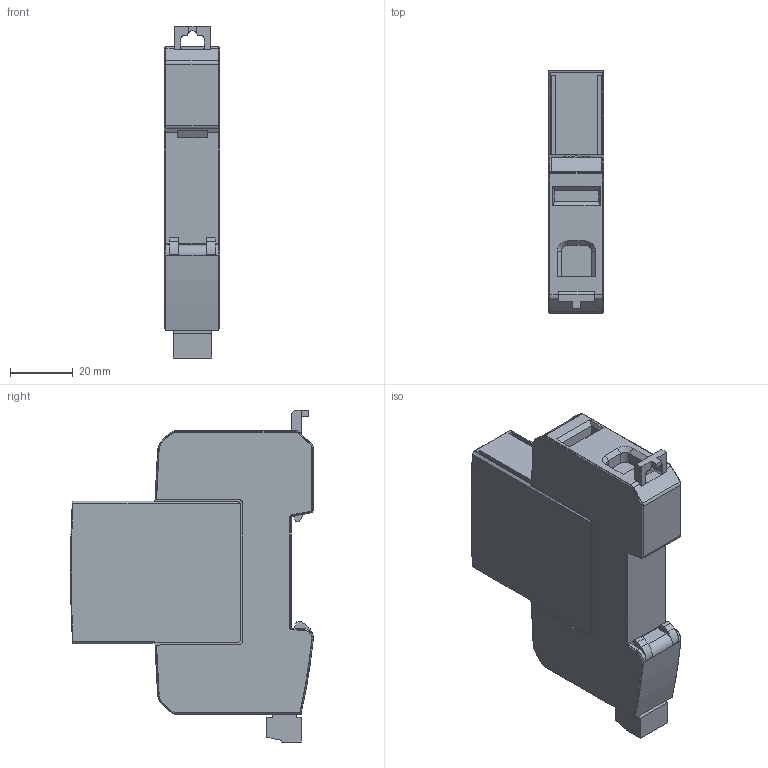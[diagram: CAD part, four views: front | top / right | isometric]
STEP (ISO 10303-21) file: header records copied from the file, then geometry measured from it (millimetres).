
FILE_DESCRIPTION((''),'2;1');
FILE_NAME('T2CML_1_1_2_0_SOLID_ASM','2023-01-13T13:27:10',('sebastjan.kamensek'),('Audax d.o.o.'),'CREO PARAMETRIC BY PTC INC, 2020281','CREO PARAMETRIC BY PTC INC, 2020281','');
FILE_SCHEMA(('AP242_MANAGED_MODEL_BASED_3D_ENGINEERING_MIM_LF { 1 0 10303 442 1 1 4 }'));
Length unit declared in the file: millimetre
Products named in the file (3): T2CML_1_1_SOLID_18; PRERIS_SOLID_ASM_11_ASM; T2CML_1_1_2_0_SOLID_ASM
Assembly tree (2 placements, depth 3):
  T2CML_1_1_2_0_SOLID_ASM
    PRERIS_SOLID_ASM_11_ASM
      T2CML_1_1_SOLID_18
Bounding box: 17.7 x 77.07 x 105.4 mm (x, y, z)
Volume: 93841.2 mm3; surface area: 18992.5 mm2
Topology: 1 solids, 1 shells, 491 faces, 1227 edges, 737 vertices
Faces by surface type: plane 272, cylinder 121, torus 44, cone 26, sphere 20, bspline 7, extrusion 1
Entity records: 15447 total; most frequent: CARTESIAN_POINT 3381, ORIENTED_EDGE 2422, DIRECTION 2407, EDGE_CURVE 1211, VECTOR 821, LINE 820, AXIS2_PLACEMENT_3D 793, VERTEX_POINT 737
